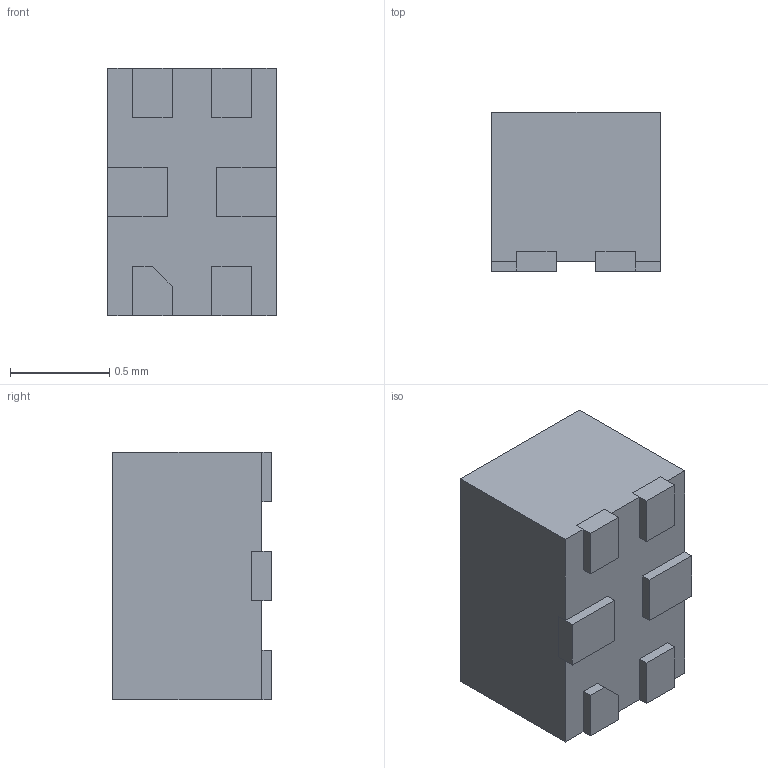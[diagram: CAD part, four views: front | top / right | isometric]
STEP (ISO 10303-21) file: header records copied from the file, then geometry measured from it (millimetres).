
FILE_DESCRIPTION (( 'STEP AP214' ), '1' );
FILE_NAME ('RZF6.STEP', '2024-01-21T19:05:18', ( '' ), ( '' ), 'SwSTEP 2.0', 'SolidWorks 2021', '' );
FILE_SCHEMA (( 'AUTOMOTIVE_DESIGN' ));
Length unit declared in the file: millimetre
Products named in the file (1): RZF6
Bounding box: 0.85 x 0.8 x 1.25 mm (x, y, z)
Volume: 0.8 mm3; surface area: 6.8 mm2
Topology: 8 solids, 8 shells, 75 faces, 174 edges, 116 vertices
Faces by surface type: plane 71, cylinder 4
Entity records: 2193 total; most frequent: CARTESIAN_POINT 366, ORIENTED_EDGE 348, DIRECTION 334, EDGE_CURVE 174, LINE 166, VECTOR 166, VERTEX_POINT 116, AXIS2_PLACEMENT_3D 84
